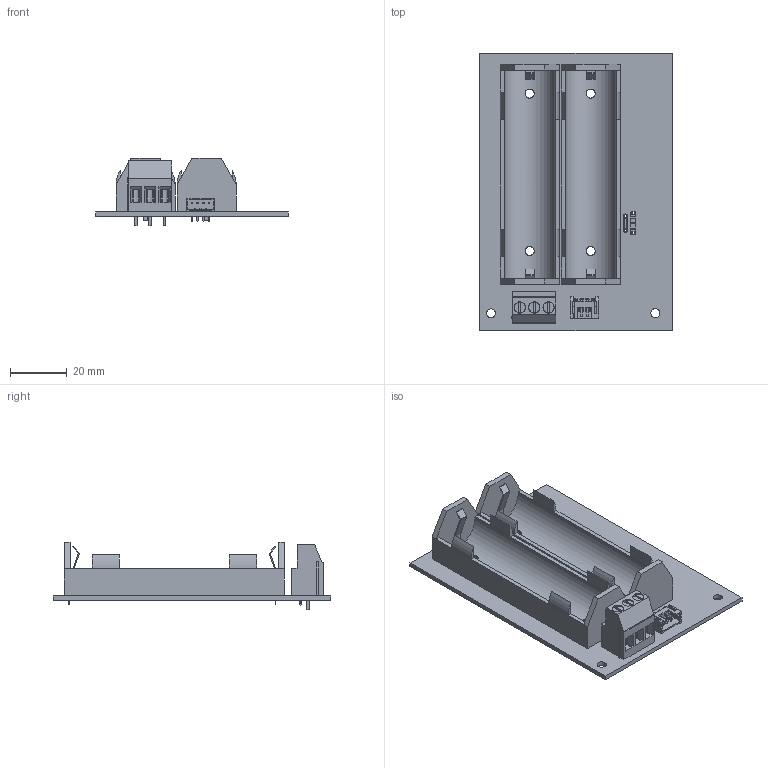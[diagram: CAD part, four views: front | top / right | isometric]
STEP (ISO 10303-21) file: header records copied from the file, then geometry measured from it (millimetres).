
FILE_DESCRIPTION(('KiCad electronic assembly'),'2;1');
FILE_NAME('Tracker.step','2024-12-18T23:37:35',('Pcbnew'),('Kicad'), 'Open CASCADE STEP processor 7.7','KiCad to STEP converter','Unknown' );
FILE_SCHEMA(('AUTOMOTIVE_DESIGN { 1 0 10303 214 1 1 1 1 }'));
Length unit declared in the file: millimetre
Products named in the file (78): Tracker 1; BatteryHolder_MPD_BH-18650-PC2; MPD_BH_18650_PC2; JST_PH_S4B-PH-K_1x04_P2.00mm_Horizontal; JST_S4B_PH_K; TerminalBlock_Phoenix_MKDS-3-3-5.08_1x03_P5.08mm_Horizontal; TerminalBlock_Phoenix_MKDS_3_3_508_1x03_P508mm_Horizontal; Shield_Lithium_pad_1; Shield_Lithium_pad_2; Shield_Lithium_pad_3; Shield_Lithium_pad_4; Shield_Lithium_pad_5; Shield_Lithium_pad_6; Shield_Lithium_pad_7; Shield_Lithium_pad_8; Shield_Lithium_pad_9; Shield_Lithium_pad_10; Shield_Lithium_pad_11; Shield_Lithium_pad_12; Shield_Lithium_pad_13; Shield_Lithium_pad_14; Shield_Lithium_pad_15; Shield_Lithium_pad_16; Shield_Lithium_pad_17; Shield_Lithium_pad_18; Shield_Lithium_pad_19; Shield_Lithium_pad_20; Shield_Lithium_pad_21; Shield_Lithium_pad_22; Shield_Lithium_pad_23; Shield_Lithium_pad_24; Shield_Lithium_pad_25; Shield_Lithium_pad_26; Shield_Lithium_pad_27; Shield_Lithium_pad_28; Shield_Lithium_pad_29; Shield_Lithium_pad_30; Shield_Lithium_pad_31; Shield_Lithium_pad_32; Shield_Lithium_pad_33 ...
Assembly tree (78 placements, depth 3):
  Tracker 1
    BatteryHolder_MPD_BH-18650-PC2  x2
      MPD_BH_18650_PC2
    JST_PH_S4B-PH-K_1x04_P2.00mm_Horizontal
      JST_S4B_PH_K
    TerminalBlock_Phoenix_MKDS-3-3-5.08_1x03_P5.08mm_Horizontal
      TerminalBlock_Phoenix_MKDS_3_3_508_1x03_P508mm_Horizontal
    Shield_Lithium_pad_1
    Shield_Lithium_pad_2
    Shield_Lithium_pad_3
    Shield_Lithium_pad_4
    Shield_Lithium_pad_5
    Shield_Lithium_pad_6
    Shield_Lithium_pad_7
    Shield_Lithium_pad_8
    Shield_Lithium_pad_9
    Shield_Lithium_pad_10
    Shield_Lithium_pad_11
    Shield_Lithium_pad_12
    Shield_Lithium_pad_13
    Shield_Lithium_pad_14
    Shield_Lithium_pad_15
    Shield_Lithium_pad_16
    Shield_Lithium_pad_17
    Shield_Lithium_pad_18
    Shield_Lithium_pad_19
    Shield_Lithium_pad_20
    Shield_Lithium_pad_21
    Shield_Lithium_pad_22
    Shield_Lithium_pad_23
    Shield_Lithium_pad_24
    Shield_Lithium_pad_25
    Shield_Lithium_pad_26
    Shield_Lithium_pad_27
    Shield_Lithium_pad_28
    Shield_Lithium_pad_29
    Shield_Lithium_pad_30
    Shield_Lithium_pad_31
    Shield_Lithium_pad_32
    Shield_Lithium_pad_33
    Shield_Lithium_pad_34
    Shield_Lithium_pad_35
    Shield_Lithium_pad_36
    Shield_Lithium_pad_37
    Shield_Lithium_pad_38
    Shield_Lithium_pad_39
    Shield_Lithium_pad_40
    Shield_Lithium_pad_41
    Shield_Lithium_pad_42
    Shield_Lithium_pad_43
    Shield_Lithium_pad_44
    Shield_Lithium_pad_45
    Shield_Lithium_pad_46
    Shield_Lithium_pad_47
    Shield_Lithium_pad_48
    Shield_Lithium_pad_49
    Shield_Lithium_pad_50
    Shield_Lithium_pad_51
    Shield_Lithium_pad_52
    Shield_Lithium_pad_53
Bounding box: 67.94 x 97.89 x 24 mm (x, y, z)
Volume: 25868 mm3; surface area: 32055.9 mm2
Topology: 59 solids, 59 shells, 1046 faces, 2648 edges, 1738 vertices
Faces by surface type: plane 892, cylinder 139, bspline 15
Full cylindrical faces by diameter (mm): 0.7 x12, 0.75 x8, 0.8 x6, 0.85 x4, 1.25 x9, 1.3 x6, 1.45 x4, 1.95 x12, 2 x8, 2.6 x4, 3.2 x12, 3.5 x4, 3.8 x3, 4 x3
Entity records: 33999 total; most frequent: CARTESIAN_POINT 5460, ORIENTED_EDGE 4972, DIRECTION 4880, EDGE_CURVE 2486, LINE 2160, VECTOR 2160, VERTEX_POINT 1632, AXIS2_PLACEMENT_3D 1360
